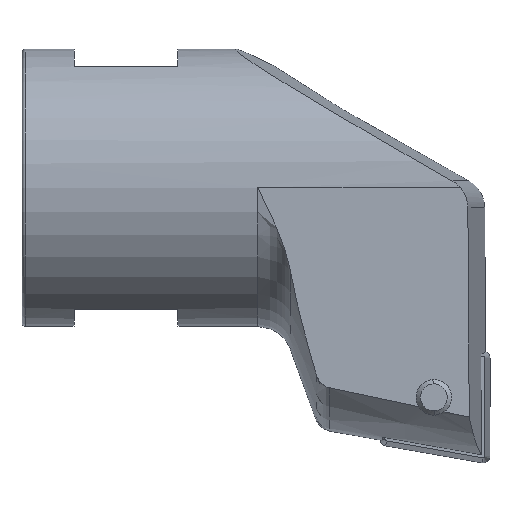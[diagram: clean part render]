
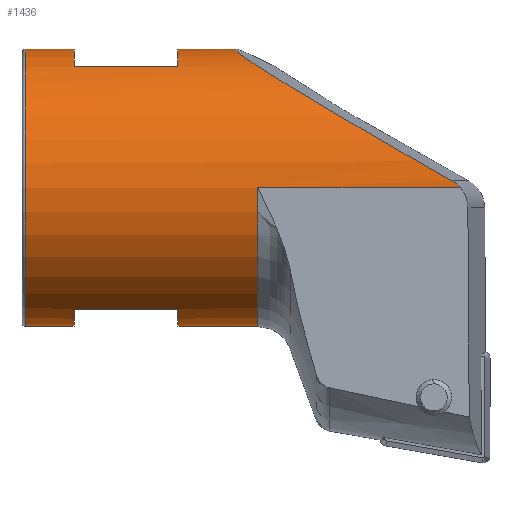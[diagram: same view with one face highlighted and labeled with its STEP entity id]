
A CAD part, front view. The second image highlights one B-rep face of the part: STEP entity #1436.
In plain terms, the highlighted cylindrical face has radius 8 mm (diameter 16 mm), a partial arc.
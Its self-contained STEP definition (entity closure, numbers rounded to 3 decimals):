
#31 = CARTESIAN_POINT ( 'NONE',  ( -24., 0., 15.875 ) ) ;
#54 = B_SPLINE_CURVE_WITH_KNOTS ( 'NONE', 3,
 ( #4194, #2184, #526, #2162 ),
 .UNSPECIFIED., .F., .F.,
 ( 4, 4 ),
 ( 0., 0.001 ),
 .UNSPECIFIED. ) ;
#143 = DIRECTION ( 'NONE',  ( -1., 0., 0. ) ) ;
#153 = CIRCLE ( 'NONE', #2235, 8. ) ;
#180 = VERTEX_POINT ( 'NONE', #3845 ) ;
#189 = ORIENTED_EDGE ( 'NONE', *, *, #2898, .T. ) ;
#217 = ORIENTED_EDGE ( 'NONE', *, *, #877, .F. ) ;
#240 = ORIENTED_EDGE ( 'NONE', *, *, #1621, .T. ) ;
#305 = ORIENTED_EDGE ( 'NONE', *, *, #351, .T. ) ;
#351 = EDGE_CURVE ( 'NONE', #1878, #631, #54, .T. ) ;
#392 = CARTESIAN_POINT ( 'NONE',  ( -24., 0., 15.875 ) ) ;
#395 = EDGE_CURVE ( 'NONE', #1878, #3255, #2393, .T. ) ;
#502 = AXIS2_PLACEMENT_3D ( 'NONE', #1208, #2844, #1547 ) ;
#509 = CIRCLE ( 'NONE', #836, 8. ) ;
#526 = CARTESIAN_POINT ( 'NONE',  ( -2.009, -7.995, 16.169 ) ) ;
#531 = ORIENTED_EDGE ( 'NONE', *, *, #2868, .F. ) ;
#540 = DIRECTION ( 'NONE',  ( -1., 0., 0. ) ) ;
#566 = ORIENTED_EDGE ( 'NONE', *, *, #630, .F. ) ;
#630 = EDGE_CURVE ( 'NONE', #2303, #738, #3667, .T. ) ;
#631 = VERTEX_POINT ( 'NONE', #3385 ) ;
#679 = CARTESIAN_POINT ( 'NONE',  ( -28.597, -3.873, 8.875 ) ) ;
#696 = VERTEX_POINT ( 'NONE', #3123 ) ;
#718 = VERTEX_POINT ( 'NONE', #1887 ) ;
#738 = VERTEX_POINT ( 'NONE', #2217 ) ;
#778 = VECTOR ( 'NONE', #1796, 1000. ) ;
#800 = DIRECTION ( 'NONE',  ( -1., 0., 0. ) ) ;
#836 = AXIS2_PLACEMENT_3D ( 'NONE', #1417, #1722, #1428 ) ;
#857 = EDGE_CURVE ( 'NONE', #2965, #1294, #1302, .T. ) ;
#877 = EDGE_CURVE ( 'NONE', #2965, #3480, #3420, .T. ) ;
#973 = CYLINDRICAL_SURFACE ( 'NONE', #502, 8. ) ;
#1001 = ORIENTED_EDGE ( 'NONE', *, *, #3911, .T. ) ;
#1026 = CARTESIAN_POINT ( 'NONE',  ( -24., 0., 23.875 ) ) ;
#1042 = DIRECTION ( 'NONE',  ( 1., 0., 0. ) ) ;
#1074 = VERTEX_POINT ( 'NONE', #1271 ) ;
#1085 = DIRECTION ( 'NONE',  ( 0., 0., -1. ) ) ;
#1112 = CARTESIAN_POINT ( 'NONE',  ( -28.597, -3.873, 22.875 ) ) ;
#1118 = CARTESIAN_POINT ( 'NONE',  ( -24., -3.873, 8.875 ) ) ;
#1208 = CARTESIAN_POINT ( 'NONE',  ( -28.597, 0., 15.875 ) ) ;
#1243 = ORIENTED_EDGE ( 'NONE', *, *, #1649, .T. ) ;
#1271 = CARTESIAN_POINT ( 'NONE',  ( -14.675, 0., 23.875 ) ) ;
#1294 = VERTEX_POINT ( 'NONE', #1118 ) ;
#1302 = CIRCLE ( 'NONE', #4215, 8. ) ;
#1356 = CARTESIAN_POINT ( 'NONE',  ( -1.71, -8., 15.875 ) ) ;
#1388 = CARTESIAN_POINT ( 'NONE',  ( -43.527, -8., 15.875 ) ) ;
#1395 = ORIENTED_EDGE ( 'NONE', *, *, #395, .F. ) ;
#1417 = CARTESIAN_POINT ( 'NONE',  ( -18., 0., 15.875 ) ) ;
#1428 = DIRECTION ( 'NONE',  ( 0., 0., 1. ) ) ;
#1436 = ADVANCED_FACE ( 'NONE', ( #2686 ), #973, .T. ) ;
#1547 = DIRECTION ( 'NONE',  ( 0., 0., 1. ) ) ;
#1559 = CIRCLE ( 'NONE', #1584, 8. ) ;
#1584 = AXIS2_PLACEMENT_3D ( 'NONE', #4083, #1732, #1085 ) ;
#1593 = EDGE_CURVE ( 'NONE', #2135, #180, #509, .T. ) ;
#1621 = EDGE_CURVE ( 'NONE', #718, #738, #2961, .T. ) ;
#1626 = CARTESIAN_POINT ( 'NONE',  ( -28.597, 0., 7.875 ) ) ;
#1632 = CARTESIAN_POINT ( 'NONE',  ( -2.194, -7.99, 16.274 ) ) ;
#1649 = EDGE_CURVE ( 'NONE', #2303, #3255, #3954, .T. ) ;
#1670 = CARTESIAN_POINT ( 'NONE',  ( -18., -3.873, 22.875 ) ) ;
#1679 = DIRECTION ( 'NONE',  ( 0., 0., 1. ) ) ;
#1702 = CARTESIAN_POINT ( 'NONE',  ( -26.8, 0., 7.875 ) ) ;
#1714 = LINE ( 'NONE', #1112, #778 ) ;
#1722 = DIRECTION ( 'NONE',  ( -1., 0., 0. ) ) ;
#1732 = DIRECTION ( 'NONE',  ( 1., 0., 0. ) ) ;
#1741 = VECTOR ( 'NONE', #3640, 1000. ) ;
#1744 = LINE ( 'NONE', #679, #1858 ) ;
#1796 = DIRECTION ( 'NONE',  ( 1., 0., 0. ) ) ;
#1833 = DIRECTION ( 'NONE',  ( 0., 0., -1. ) ) ;
#1858 = VECTOR ( 'NONE', #2359, 1000. ) ;
#1864 =( BOUNDED_CURVE ( )  B_SPLINE_CURVE ( 3, ( #3952, #2319, #2298, #1632 ),
 .UNSPECIFIED., .F., .F. ) 
 B_SPLINE_CURVE_WITH_KNOTS ( ( 4, 4 ),
 ( 6.214, 7.735 ),
 .UNSPECIFIED. ) 
 CURVE ( )  GEOMETRIC_REPRESENTATION_ITEM ( )  RATIONAL_B_SPLINE_CURVE ( ( 1., 0.816, 0.816, 1. ) ) 
 REPRESENTATION_ITEM ( '' )  );
#1878 = VERTEX_POINT ( 'NONE', #1356 ) ;
#1887 = CARTESIAN_POINT ( 'NONE',  ( -18., -3.873, 8.875 ) ) ;
#1939 = ORIENTED_EDGE ( 'NONE', *, *, #857, .T. ) ;
#2020 = CARTESIAN_POINT ( 'NONE',  ( -28.597, 0., 7.875 ) ) ;
#2046 = DIRECTION ( 'NONE',  ( 0., 0., -1. ) ) ;
#2114 = EDGE_CURVE ( 'NONE', #1294, #718, #1744, .T. ) ;
#2135 = VERTEX_POINT ( 'NONE', #1670 ) ;
#2162 = CARTESIAN_POINT ( 'NONE',  ( -2.194, -7.99, 16.274 ) ) ;
#2184 = CARTESIAN_POINT ( 'NONE',  ( -1.848, -8., 16.036 ) ) ;
#2217 = CARTESIAN_POINT ( 'NONE',  ( -18., 0., 7.875 ) ) ;
#2235 = AXIS2_PLACEMENT_3D ( 'NONE', #392, #1042, #2046 ) ;
#2261 = AXIS2_PLACEMENT_3D ( 'NONE', #3471, #143, #2845 ) ;
#2288 = VECTOR ( 'NONE', #540, 1000. ) ;
#2298 = CARTESIAN_POINT ( 'NONE',  ( -10.132, -7.765, 20.771 ) ) ;
#2303 = VERTEX_POINT ( 'NONE', #4176 ) ;
#2313 = EDGE_CURVE ( 'NONE', #3424, #696, #153, .T. ) ;
#2319 = CARTESIAN_POINT ( 'NONE',  ( -15.228, -4.503, 23.875 ) ) ;
#2359 = DIRECTION ( 'NONE',  ( 1., 0., 0. ) ) ;
#2388 = ORIENTED_EDGE ( 'NONE', *, *, #2114, .T. ) ;
#2393 = LINE ( 'NONE', #1388, #2288 ) ;
#2457 = CARTESIAN_POINT ( 'NONE',  ( -24., 0., 7.875 ) ) ;
#2468 = CARTESIAN_POINT ( 'NONE',  ( -28.597, 0., 23.875 ) ) ;
#2498 = DIRECTION ( 'NONE',  ( 1., 0., 0. ) ) ;
#2551 = VERTEX_POINT ( 'NONE', #3619 ) ;
#2567 = EDGE_CURVE ( 'NONE', #3424, #2551, #3902, .T. ) ;
#2568 = AXIS2_PLACEMENT_3D ( 'NONE', #3739, #2498, #1833 ) ;
#2652 = LINE ( 'NONE', #2468, #3296 ) ;
#2686 = FACE_OUTER_BOUND ( 'NONE', #3515, .T. ) ;
#2844 = DIRECTION ( 'NONE',  ( -1., 0., 0. ) ) ;
#2845 = DIRECTION ( 'NONE',  ( 0., 0., 1. ) ) ;
#2868 = EDGE_CURVE ( 'NONE', #696, #2135, #1714, .T. ) ;
#2898 = EDGE_CURVE ( 'NONE', #1074, #180, #2652, .T. ) ;
#2961 = CIRCLE ( 'NONE', #2568, 8. ) ;
#2965 = VERTEX_POINT ( 'NONE', #2457 ) ;
#3080 = VECTOR ( 'NONE', #3985, 1000. ) ;
#3123 = CARTESIAN_POINT ( 'NONE',  ( -24., -3.873, 22.875 ) ) ;
#3226 = CARTESIAN_POINT ( 'NONE',  ( -13.4, -8., 15.875 ) ) ;
#3255 = VERTEX_POINT ( 'NONE', #3226 ) ;
#3296 = VECTOR ( 'NONE', #800, 1000. ) ;
#3311 = ORIENTED_EDGE ( 'NONE', *, *, #4229, .F. ) ;
#3385 = CARTESIAN_POINT ( 'NONE',  ( -2.194, -7.99, 16.274 ) ) ;
#3420 = LINE ( 'NONE', #2020, #3626 ) ;
#3424 = VERTEX_POINT ( 'NONE', #1026 ) ;
#3471 = CARTESIAN_POINT ( 'NONE',  ( -13.4, 0., 15.875 ) ) ;
#3480 = VERTEX_POINT ( 'NONE', #1702 ) ;
#3515 = EDGE_LOOP ( 'NONE', ( #566, #1243, #1395, #305, #3311, #189, #4086, #531, #3653, #4295, #1001, #217, #1939, #2388, #240 ) ) ;
#3619 = CARTESIAN_POINT ( 'NONE',  ( -26.8, 0., 23.875 ) ) ;
#3626 = VECTOR ( 'NONE', #4025, 1000. ) ;
#3640 = DIRECTION ( 'NONE',  ( -1., 0., 0. ) ) ;
#3653 = ORIENTED_EDGE ( 'NONE', *, *, #2313, .F. ) ;
#3667 = LINE ( 'NONE', #1626, #3080 ) ;
#3682 = DIRECTION ( 'NONE',  ( -1., 0., 0. ) ) ;
#3739 = CARTESIAN_POINT ( 'NONE',  ( -18., 0., 15.875 ) ) ;
#3845 = CARTESIAN_POINT ( 'NONE',  ( -18., 0., 23.875 ) ) ;
#3902 = LINE ( 'NONE', #4279, #1741 ) ;
#3911 = EDGE_CURVE ( 'NONE', #2551, #3480, #1559, .T. ) ;
#3952 = CARTESIAN_POINT ( 'NONE',  ( -14.675, 0., 23.875 ) ) ;
#3954 = CIRCLE ( 'NONE', #2261, 8. ) ;
#3985 = DIRECTION ( 'NONE',  ( -1., 0., 0. ) ) ;
#4025 = DIRECTION ( 'NONE',  ( -1., 0., 0. ) ) ;
#4083 = CARTESIAN_POINT ( 'NONE',  ( -26.8, 0., 15.875 ) ) ;
#4086 = ORIENTED_EDGE ( 'NONE', *, *, #1593, .F. ) ;
#4176 = CARTESIAN_POINT ( 'NONE',  ( -13.4, 0., 7.875 ) ) ;
#4194 = CARTESIAN_POINT ( 'NONE',  ( -1.71, -8., 15.875 ) ) ;
#4215 = AXIS2_PLACEMENT_3D ( 'NONE', #31, #3682, #1679 ) ;
#4229 = EDGE_CURVE ( 'NONE', #1074, #631, #1864, .T. ) ;
#4279 = CARTESIAN_POINT ( 'NONE',  ( -28.597, 0., 23.875 ) ) ;
#4295 = ORIENTED_EDGE ( 'NONE', *, *, #2567, .T. ) ;
